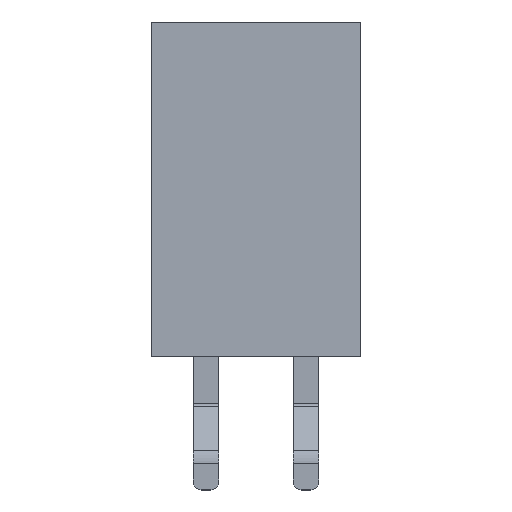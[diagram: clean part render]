
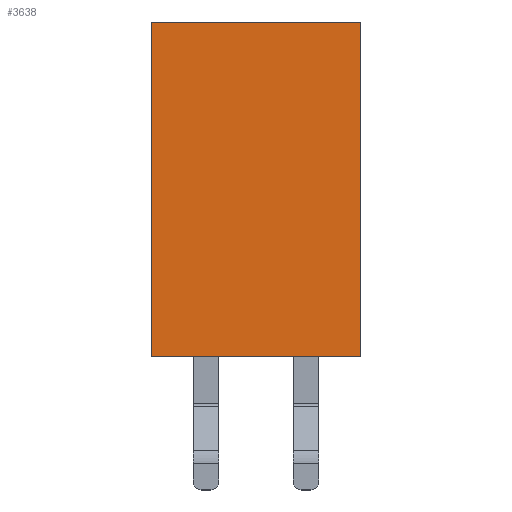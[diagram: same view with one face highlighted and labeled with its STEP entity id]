
A CAD part, top view. The second image highlights one B-rep face of the part: STEP entity #3638.
In plain terms, the highlighted planar face has unit normal (0, 0, 1).
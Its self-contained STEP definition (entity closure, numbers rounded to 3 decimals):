
#29 = EDGE_CURVE ( 'NONE', #2085, #2622, #3234, .T. ) ;
#223 = VECTOR ( 'NONE', #3567, 1000. ) ;
#380 = CARTESIAN_POINT ( 'NONE',  ( 2.665, 8.5, 1.325 ) ) ;
#382 = PLANE ( 'NONE',  #842 ) ;
#642 = DIRECTION ( 'NONE',  ( 1., 0., 0. ) ) ;
#842 = AXIS2_PLACEMENT_3D ( 'NONE', #1248, #2389, #1474 ) ;
#851 = EDGE_CURVE ( 'NONE', #1578, #2085, #2729, .T. ) ;
#958 = LINE ( 'NONE', #1707, #964 ) ;
#964 = VECTOR ( 'NONE', #2547, 1000. ) ;
#1139 = VECTOR ( 'NONE', #642, 1000. ) ;
#1222 = FACE_OUTER_BOUND ( 'NONE', #2851, .T. ) ;
#1225 = CARTESIAN_POINT ( 'NONE',  ( -2.665, 0., 1.325 ) ) ;
#1248 = CARTESIAN_POINT ( 'NONE',  ( 2.665, 8.5, 1.325 ) ) ;
#1474 = DIRECTION ( 'NONE',  ( -1., 0., 0. ) ) ;
#1578 = VERTEX_POINT ( 'NONE', #2397 ) ;
#1649 = ORIENTED_EDGE ( 'NONE', *, *, #851, .F. ) ;
#1707 = CARTESIAN_POINT ( 'NONE',  ( -2.665, 8.5, 1.325 ) ) ;
#1905 = CARTESIAN_POINT ( 'NONE',  ( 2.665, 0., 1.325 ) ) ;
#2081 = VERTEX_POINT ( 'NONE', #1225 ) ;
#2085 = VERTEX_POINT ( 'NONE', #2109 ) ;
#2109 = CARTESIAN_POINT ( 'NONE',  ( 2.665, 8.5, 1.325 ) ) ;
#2375 = EDGE_CURVE ( 'NONE', #2081, #2622, #2386, .T. ) ;
#2386 = LINE ( 'NONE', #3494, #1139 ) ;
#2389 = DIRECTION ( 'NONE',  ( 0., 0., -1. ) ) ;
#2397 = CARTESIAN_POINT ( 'NONE',  ( -2.665, 8.5, 1.325 ) ) ;
#2424 = ORIENTED_EDGE ( 'NONE', *, *, #29, .F. ) ;
#2547 = DIRECTION ( 'NONE',  ( 0., -1., 0. ) ) ;
#2550 = DIRECTION ( 'NONE',  ( 1., 0., 0. ) ) ;
#2622 = VERTEX_POINT ( 'NONE', #1905 ) ;
#2729 = LINE ( 'NONE', #3447, #3540 ) ;
#2851 = EDGE_LOOP ( 'NONE', ( #3037, #2424, #1649, #3487 ) ) ;
#2856 = EDGE_CURVE ( 'NONE', #1578, #2081, #958, .T. ) ;
#3037 = ORIENTED_EDGE ( 'NONE', *, *, #2375, .T. ) ;
#3234 = LINE ( 'NONE', #380, #223 ) ;
#3447 = CARTESIAN_POINT ( 'NONE',  ( 2.665, 8.5, 1.325 ) ) ;
#3487 = ORIENTED_EDGE ( 'NONE', *, *, #2856, .T. ) ;
#3494 = CARTESIAN_POINT ( 'NONE',  ( 2.665, 0., 1.325 ) ) ;
#3540 = VECTOR ( 'NONE', #2550, 1000. ) ;
#3567 = DIRECTION ( 'NONE',  ( 0., -1., 0. ) ) ;
#3638 = ADVANCED_FACE ( 'NONE', ( #1222 ), #382, .F. ) ;
